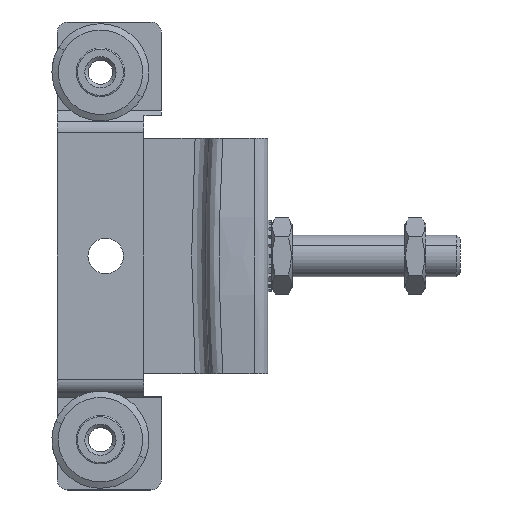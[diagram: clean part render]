
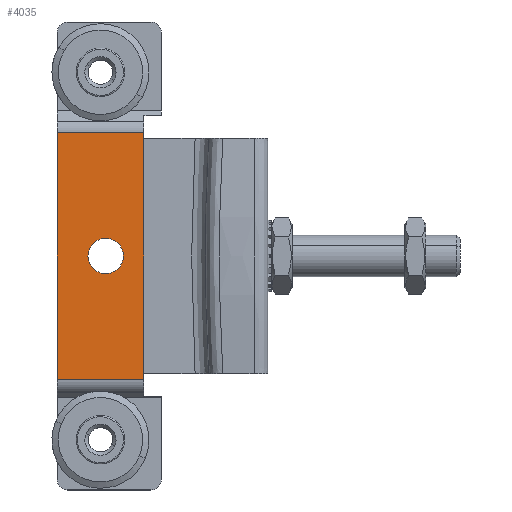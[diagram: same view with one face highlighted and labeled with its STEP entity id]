
A CAD part, left-side view. The second image highlights one B-rep face of the part: STEP entity #4035.
In plain terms, the highlighted planar face has unit normal (-1, 0, 0).
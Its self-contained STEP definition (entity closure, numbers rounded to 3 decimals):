
#72 = LINE ( 'NONE', #17443, #2221 ) ;
#698 = ORIENTED_EDGE ( 'NONE', *, *, #12305, .T. ) ;
#1370 = CARTESIAN_POINT ( 'NONE',  ( 1.045, 47.461, -6.405 ) ) ;
#2221 = VECTOR ( 'NONE', #14400, 1000. ) ;
#2352 = PLANE ( 'NONE',  #12436 ) ;
#2522 = CARTESIAN_POINT ( 'NONE',  ( 1.045, 72.461, -6.405 ) ) ;
#3712 = LINE ( 'NONE', #4666, #4802 ) ;
#4035 = ADVANCED_FACE ( 'NONE', ( #8827, #4831 ), #2352, .T. ) ;
#4372 = EDGE_CURVE ( 'NONE', #6048, #8022, #7205, .T. ) ;
#4465 = VERTEX_POINT ( 'NONE', #15651 ) ;
#4666 = CARTESIAN_POINT ( 'NONE',  ( 1.045, 72.461, -38.405 ) ) ;
#4795 = DIRECTION ( 'NONE',  ( 0., 0., 1. ) ) ;
#4802 = VECTOR ( 'NONE', #21827, 1000. ) ;
#4806 = CARTESIAN_POINT ( 'NONE',  ( 1.045, 47.461, 64.595 ) ) ;
#4831 = FACE_OUTER_BOUND ( 'NONE', #6966, .T. ) ;
#5015 = CIRCLE ( 'NONE', #11815, 5.1 ) ;
#5192 = DIRECTION ( 'NONE',  ( 0., 0., 1. ) ) ;
#6048 = VERTEX_POINT ( 'NONE', #1370 ) ;
#6283 = DIRECTION ( 'NONE',  ( 1., 0., 0. ) ) ;
#6690 = DIRECTION ( 'NONE',  ( -1., 0., 0. ) ) ;
#6913 = EDGE_CURVE ( 'NONE', #4465, #16345, #17354, .T. ) ;
#6930 = LINE ( 'NONE', #2522, #10152 ) ;
#6966 = EDGE_LOOP ( 'NONE', ( #698, #7593, #17385, #16087 ) ) ;
#7024 = CARTESIAN_POINT ( 'NONE',  ( 1.045, 72.461, -6.405 ) ) ;
#7205 = LINE ( 'NONE', #12013, #21902 ) ;
#7451 = ORIENTED_EDGE ( 'NONE', *, *, #15692, .T. ) ;
#7593 = ORIENTED_EDGE ( 'NONE', *, *, #4372, .T. ) ;
#8022 = VERTEX_POINT ( 'NONE', #4806 ) ;
#8058 = CARTESIAN_POINT ( 'NONE',  ( 1.045, 58.511, 34.195 ) ) ;
#8092 = VERTEX_POINT ( 'NONE', #7024 ) ;
#8517 = EDGE_CURVE ( 'NONE', #16014, #8022, #72, .T. ) ;
#8827 = FACE_BOUND ( 'NONE', #18958, .T. ) ;
#8938 = DIRECTION ( 'NONE',  ( 1., 0., 0. ) ) ;
#9017 = CARTESIAN_POINT ( 'NONE',  ( 1.045, 58.511, 29.095 ) ) ;
#9585 = CARTESIAN_POINT ( 'NONE',  ( 1.045, 58.511, 29.095 ) ) ;
#9872 = ORIENTED_EDGE ( 'NONE', *, *, #6913, .T. ) ;
#10152 = VECTOR ( 'NONE', #13030, 1000. ) ;
#10817 = DIRECTION ( 'NONE',  ( 0., 0., 1. ) ) ;
#11815 = AXIS2_PLACEMENT_3D ( 'NONE', #9585, #6283, #4795 ) ;
#12013 = CARTESIAN_POINT ( 'NONE',  ( 1.045, 47.461, -38.405 ) ) ;
#12305 = EDGE_CURVE ( 'NONE', #8092, #6048, #6930, .T. ) ;
#12436 = AXIS2_PLACEMENT_3D ( 'NONE', #21253, #6690, #21992 ) ;
#13030 = DIRECTION ( 'NONE',  ( 0., -1., 0. ) ) ;
#14400 = DIRECTION ( 'NONE',  ( 0., -1., 0. ) ) ;
#15651 = CARTESIAN_POINT ( 'NONE',  ( 1.045, 58.511, 23.995 ) ) ;
#15692 = EDGE_CURVE ( 'NONE', #16345, #4465, #5015, .T. ) ;
#16014 = VERTEX_POINT ( 'NONE', #22144 ) ;
#16087 = ORIENTED_EDGE ( 'NONE', *, *, #22106, .T. ) ;
#16345 = VERTEX_POINT ( 'NONE', #8058 ) ;
#17048 = AXIS2_PLACEMENT_3D ( 'NONE', #9017, #8938, #10817 ) ;
#17354 = CIRCLE ( 'NONE', #17048, 5.1 ) ;
#17385 = ORIENTED_EDGE ( 'NONE', *, *, #8517, .F. ) ;
#17443 = CARTESIAN_POINT ( 'NONE',  ( 1.045, 72.461, 64.595 ) ) ;
#18958 = EDGE_LOOP ( 'NONE', ( #9872, #7451 ) ) ;
#21253 = CARTESIAN_POINT ( 'NONE',  ( 1.045, 72.461, -38.405 ) ) ;
#21827 = DIRECTION ( 'NONE',  ( 0., 0., -1. ) ) ;
#21902 = VECTOR ( 'NONE', #5192, 1000. ) ;
#21992 = DIRECTION ( 'NONE',  ( 0., 0., 1. ) ) ;
#22106 = EDGE_CURVE ( 'NONE', #16014, #8092, #3712, .T. ) ;
#22144 = CARTESIAN_POINT ( 'NONE',  ( 1.045, 72.461, 64.595 ) ) ;
